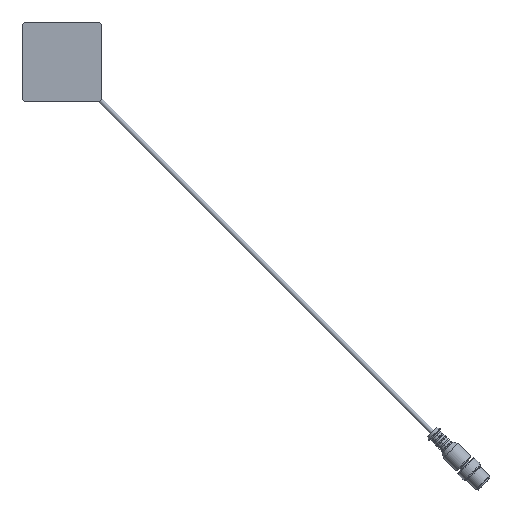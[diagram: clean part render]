
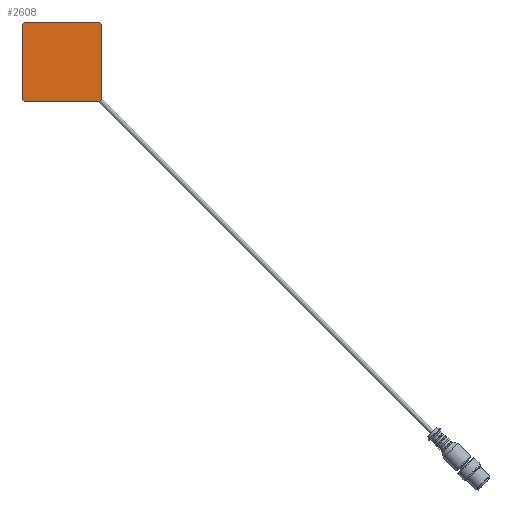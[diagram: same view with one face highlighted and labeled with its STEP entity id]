
A CAD part, top view. The second image highlights one B-rep face of the part: STEP entity #2608.
In plain terms, the highlighted planar face has unit normal (0, 0, 1).
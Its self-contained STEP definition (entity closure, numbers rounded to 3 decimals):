
#172=LINE('',#4368,#343);
#178=LINE('',#4389,#349);
#182=LINE('',#4400,#353);
#185=LINE('',#4404,#356);
#343=VECTOR('',#3550,44.);
#349=VECTOR('',#3570,44.);
#353=VECTOR('',#3582,44.);
#356=VECTOR('',#3587,44.);
#456=PLANE('',#2893);
#577=CIRCLE('',#2878,3.);
#580=CIRCLE('',#2883,3.);
#581=CIRCLE('',#2885,3.);
#583=CIRCLE('',#2889,3.);
#987=FACE_OUTER_BOUND('',#1224,.T.);
#1224=EDGE_LOOP('',(#2304,#2305,#2306,#2307,#2308,#2309,#2310,#2311));
#1447=VERTEX_POINT('',#4358);
#1448=VERTEX_POINT('',#4359);
#1451=VERTEX_POINT('',#4367);
#1454=VERTEX_POINT('',#4375);
#1455=VERTEX_POINT('',#4379);
#1456=VERTEX_POINT('',#4380);
#1459=VERTEX_POINT('',#4388);
#1461=VERTEX_POINT('',#4394);
#1729=EDGE_CURVE('',#1447,#1448,#577,.T.);
#1733=EDGE_CURVE('',#1451,#1448,#172,.T.);
#1737=EDGE_CURVE('',#1451,#1454,#580,.T.);
#1739=EDGE_CURVE('',#1455,#1456,#581,.T.);
#1743=EDGE_CURVE('',#1459,#1456,#178,.T.);
#1746=EDGE_CURVE('',#1459,#1461,#583,.T.);
#1749=EDGE_CURVE('',#1455,#1454,#182,.T.);
#1752=EDGE_CURVE('',#1447,#1461,#185,.T.);
#2304=ORIENTED_EDGE('',*,*,#1729,.F.);
#2305=ORIENTED_EDGE('',*,*,#1752,.T.);
#2306=ORIENTED_EDGE('',*,*,#1746,.F.);
#2307=ORIENTED_EDGE('',*,*,#1743,.T.);
#2308=ORIENTED_EDGE('',*,*,#1739,.F.);
#2309=ORIENTED_EDGE('',*,*,#1749,.T.);
#2310=ORIENTED_EDGE('',*,*,#1737,.F.);
#2311=ORIENTED_EDGE('',*,*,#1733,.T.);
#2608=ADVANCED_FACE('',(#987),#456,.T.);
#2878=AXIS2_PLACEMENT_3D('',#4360,#3542,#3543);
#2883=AXIS2_PLACEMENT_3D('',#4376,#3557,#3558);
#2885=AXIS2_PLACEMENT_3D('',#4381,#3562,#3563);
#2889=AXIS2_PLACEMENT_3D('',#4395,#3575,#3576);
#2893=AXIS2_PLACEMENT_3D('',#4405,#3588,#3589);
#3542=DIRECTION('center_axis',(0.,0.,
-1.));
#3543=DIRECTION('ref_axis',(0.707,-0.707,0.));
#3550=DIRECTION('',(1.,0.,0.));
#3557=DIRECTION('center_axis',(0.,0.,
-1.));
#3558=DIRECTION('ref_axis',(-0.707,-0.707,0.));
#3562=DIRECTION('center_axis',(0.,0.,
-1.));
#3563=DIRECTION('ref_axis',(-0.707,0.707,0.));
#3570=DIRECTION('',(-1.,0.,0.));
#3575=DIRECTION('center_axis',(0.,0.,
-1.));
#3576=DIRECTION('ref_axis',(0.707,0.707,0.));
#3582=DIRECTION('',(0.,-1.,0.));
#3587=DIRECTION('',(0.,1.,0.));
#3588=DIRECTION('center_axis',(0.,0.,
1.));
#3589=DIRECTION('ref_axis',(1.,0.,0.));
#4358=CARTESIAN_POINT('',(22.433,-25.381,13.225));
#4359=CARTESIAN_POINT('',(19.433,-28.381,13.225));
#4360=CARTESIAN_POINT('Origin',(19.433,-25.381,13.225));
#4367=CARTESIAN_POINT('',(-24.567,-28.381,13.225));
#4368=CARTESIAN_POINT('',(-27.567,-28.381,13.225));
#4375=CARTESIAN_POINT('',(-27.567,-25.381,13.225));
#4376=CARTESIAN_POINT('Origin',(-24.567,-25.381,13.225));
#4379=CARTESIAN_POINT('',(-27.567,18.619,13.225));
#4380=CARTESIAN_POINT('',(-24.567,21.619,13.225));
#4381=CARTESIAN_POINT('Origin',(-24.567,18.619,13.225));
#4388=CARTESIAN_POINT('',(19.433,21.619,13.225));
#4389=CARTESIAN_POINT('',(22.433,21.619,13.225));
#4394=CARTESIAN_POINT('',(22.433,18.619,13.225));
#4395=CARTESIAN_POINT('Origin',(19.433,18.619,13.225));
#4400=CARTESIAN_POINT('',(-27.567,21.619,13.225));
#4404=CARTESIAN_POINT('',(22.433,-28.381,13.225));
#4405=CARTESIAN_POINT('Origin',(-2.567,-3.381,13.225));
